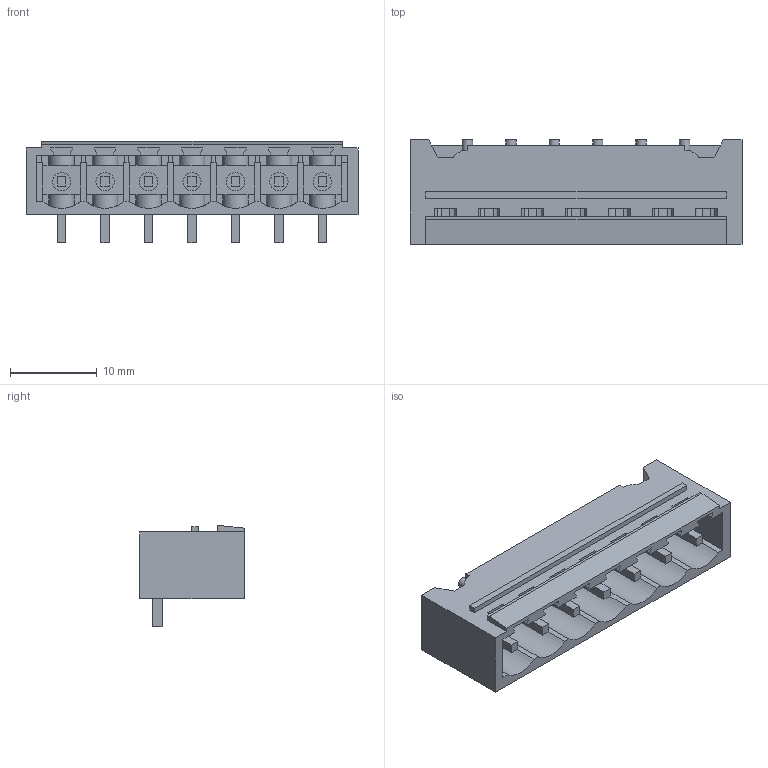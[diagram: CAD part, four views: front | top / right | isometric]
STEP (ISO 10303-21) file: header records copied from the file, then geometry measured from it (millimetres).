
FILE_DESCRIPTION(('CATIA V5 STEP Exchange','CAx-IF Rec.Pracs.--- Model Styling and Organization---1.2---2011-12-15'),'2;1');
FILE_NAME ('7592414_2_1840170000_1840170000.stp','2018-03-08T10:37:15+00:00',('none'),('Weidmueller'),'CATIA Version 5-6 Release 2014','CATIA V5 STEP AP214','none');
FILE_SCHEMA(('AUTOMOTIVE_DESIGN { 1 0 10303 214 1 1 1 1 }'));
Length unit declared in the file: millimetre
Products named in the file (1): 1840170000
Bounding box: 38.2 x 12 x 11.63 mm (x, y, z)
Volume: 1470.4 mm3; surface area: 3454 mm2
Topology: 8 solids, 8 shells, 568 faces, 1725 edges, 1161 vertices
Faces by surface type: plane 469, cylinder 89, extrusion 10
Entity records: 18022 total; most frequent: CARTESIAN_POINT 3610, ORIENTED_EDGE 3450, DIRECTION 2269, EDGE_CURVE 1725, VECTOR 1415, LINE 1405, VERTEX_POINT 1161, EDGE_LOOP 584
